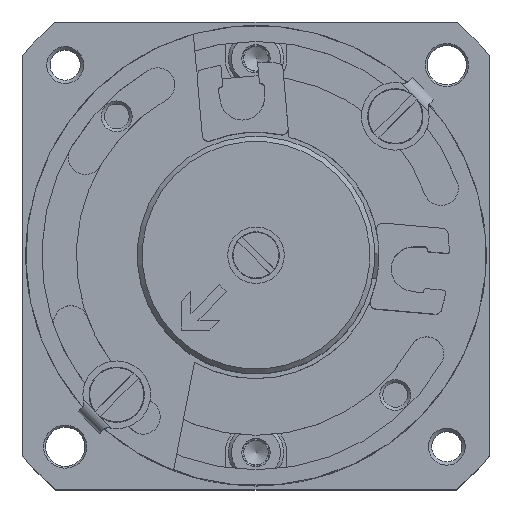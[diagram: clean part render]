
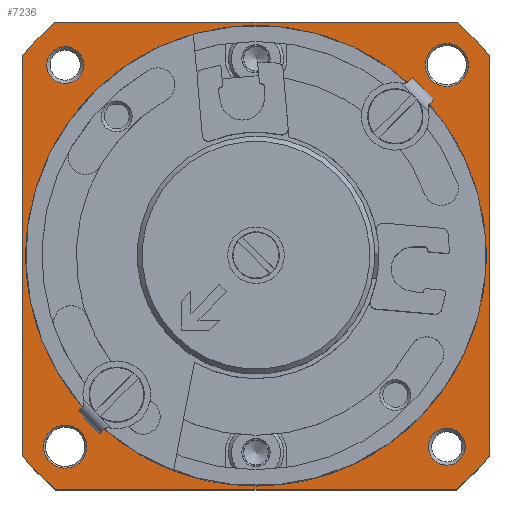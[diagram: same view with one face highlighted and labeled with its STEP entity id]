
A CAD part, top view. The second image highlights one B-rep face of the part: STEP entity #7236.
In plain terms, the highlighted face is planar.
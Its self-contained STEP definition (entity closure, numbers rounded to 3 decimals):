
#112=PLANE('',#7902);
#352=LINE('',#11516,#833);
#356=LINE('',#11532,#837);
#360=LINE('',#11548,#841);
#364=LINE('',#11564,#845);
#833=VECTOR('',#8966,1000.);
#837=VECTOR('',#8982,1000.);
#841=VECTOR('',#8998,1000.);
#845=VECTOR('',#9014,1000.);
#1423=CIRCLE('',#7833,18.7);
#1448=CIRCLE('',#7883,25.);
#1452=CIRCLE('',#7889,25.);
#1456=CIRCLE('',#7895,25.);
#1460=CIRCLE('',#7901,25.);
#1461=CIRCLE('',#7903,1.5);
#1462=CIRCLE('',#7904,1.75);
#1463=CIRCLE('',#7905,1.75);
#1464=CIRCLE('',#7906,1.5);
#2003=ORIENTED_EDGE('',*,*,#3917,.F.);
#2004=ORIENTED_EDGE('',*,*,#4005,.T.);
#2005=ORIENTED_EDGE('',*,*,#4006,.F.);
#2006=ORIENTED_EDGE('',*,*,#4007,.T.);
#2007=ORIENTED_EDGE('',*,*,#4008,.T.);
#2008=ORIENTED_EDGE('',*,*,#3977,.F.);
#2009=ORIENTED_EDGE('',*,*,#4004,.F.);
#2010=ORIENTED_EDGE('',*,*,#4001,.F.);
#2011=ORIENTED_EDGE('',*,*,#3996,.F.);
#2012=ORIENTED_EDGE('',*,*,#3993,.F.);
#2013=ORIENTED_EDGE('',*,*,#3988,.F.);
#2014=ORIENTED_EDGE('',*,*,#3985,.F.);
#2015=ORIENTED_EDGE('',*,*,#3980,.F.);
#3917=EDGE_CURVE('',#4900,#4900,#1423,.F.);
#3977=EDGE_CURVE('',#4948,#4949,#352,.T.);
#3980=EDGE_CURVE('',#4949,#4951,#1448,.T.);
#3985=EDGE_CURVE('',#4951,#4955,#356,.T.);
#3988=EDGE_CURVE('',#4955,#4957,#1452,.T.);
#3993=EDGE_CURVE('',#4957,#4961,#360,.T.);
#3996=EDGE_CURVE('',#4961,#4963,#1456,.T.);
#4001=EDGE_CURVE('',#4963,#4967,#364,.T.);
#4004=EDGE_CURVE('',#4967,#4948,#1460,.T.);
#4005=EDGE_CURVE('',#4968,#4968,#1461,.T.);
#4006=EDGE_CURVE('',#4969,#4969,#1462,.T.);
#4007=EDGE_CURVE('',#4970,#4970,#1463,.T.);
#4008=EDGE_CURVE('',#4971,#4971,#1464,.T.);
#4900=VERTEX_POINT('',#11380);
#4948=VERTEX_POINT('',#11515);
#4949=VERTEX_POINT('',#11517);
#4951=VERTEX_POINT('',#11523);
#4955=VERTEX_POINT('',#11533);
#4957=VERTEX_POINT('',#11539);
#4961=VERTEX_POINT('',#11549);
#4963=VERTEX_POINT('',#11555);
#4967=VERTEX_POINT('',#11565);
#4968=VERTEX_POINT('',#11572);
#4969=VERTEX_POINT('',#11574);
#4970=VERTEX_POINT('',#11576);
#4971=VERTEX_POINT('',#11578);
#5698=EDGE_LOOP('',(#2003));
#5699=EDGE_LOOP('',(#2004));
#5700=EDGE_LOOP('',(#2005));
#5701=EDGE_LOOP('',(#2006));
#5702=EDGE_LOOP('',(#2007));
#5703=EDGE_LOOP('',(#2008,#2009,#2010,#2011,#2012,#2013,#2014,#2015));
#6402=FACE_BOUND('',#5698,.T.);
#6403=FACE_BOUND('',#5699,.T.);
#6404=FACE_BOUND('',#5700,.T.);
#6405=FACE_BOUND('',#5701,.T.);
#6406=FACE_BOUND('',#5702,.T.);
#6407=FACE_BOUND('',#5703,.T.);
#7236=ADVANCED_FACE('',(#6402,#6403,#6404,#6405,#6406,#6407),#112,.F.);
#7833=AXIS2_PLACEMENT_3D('',#11379,#8852,#8853);
#7883=AXIS2_PLACEMENT_3D('',#11522,#8972,#8973);
#7889=AXIS2_PLACEMENT_3D('',#11538,#8988,#8989);
#7895=AXIS2_PLACEMENT_3D('',#11554,#9004,#9005);
#7901=AXIS2_PLACEMENT_3D('',#11569,#9020,#9021);
#7902=AXIS2_PLACEMENT_3D('',#11570,#9022,#9023);
#7903=AXIS2_PLACEMENT_3D('',#11571,#9024,#9025);
#7904=AXIS2_PLACEMENT_3D('',#11573,#9026,#9027);
#7905=AXIS2_PLACEMENT_3D('',#11575,#9028,#9029);
#7906=AXIS2_PLACEMENT_3D('',#11577,#9030,#9031);
#8852=DIRECTION('',(1.,0.,0.));
#8853=DIRECTION('',(0.,0.,-1.));
#8966=DIRECTION('',(0.,-1.,0.));
#8972=DIRECTION('',(1.,0.,0.));
#8973=DIRECTION('',(0.,0.,-1.));
#8982=DIRECTION('',(0.,0.,-1.));
#8988=DIRECTION('',(1.,0.,0.));
#8989=DIRECTION('',(0.,0.,-1.));
#8998=DIRECTION('',(0.,1.,0.));
#9004=DIRECTION('',(1.,0.,0.));
#9005=DIRECTION('',(0.,0.,-1.));
#9014=DIRECTION('',(0.,0.,1.));
#9020=DIRECTION('',(1.,0.,0.));
#9021=DIRECTION('',(0.,0.,-1.));
#9022=DIRECTION('',(1.,0.,0.));
#9023=DIRECTION('',(0.,0.,-1.));
#9024=DIRECTION('',(1.,0.,0.));
#9025=DIRECTION('',(0.,0.,-1.));
#9026=DIRECTION('',(-1.,0.,0.));
#9027=DIRECTION('',(0.,0.,1.));
#9028=DIRECTION('',(1.,0.,0.));
#9029=DIRECTION('',(0.,0.,-1.));
#9030=DIRECTION('',(1.,0.,0.));
#9031=DIRECTION('',(0.,0.,-1.));
#11379=CARTESIAN_POINT('',(-11.3,0.,0.));
#11380=CARTESIAN_POINT('',(-11.3,0.,-18.7));
#11515=CARTESIAN_POINT('',(-11.3,16.248,19.));
#11516=CARTESIAN_POINT('',(-11.3,16.248,19.));
#11517=CARTESIAN_POINT('',(-11.3,-16.248,19.));
#11522=CARTESIAN_POINT('',(-11.3,0.,0.));
#11523=CARTESIAN_POINT('',(-11.3,-19.,16.248));
#11532=CARTESIAN_POINT('',(-11.3,-19.,16.248));
#11533=CARTESIAN_POINT('',(-11.3,-19.,-16.248));
#11538=CARTESIAN_POINT('',(-11.3,0.,0.));
#11539=CARTESIAN_POINT('',(-11.3,-16.248,-19.));
#11548=CARTESIAN_POINT('',(-11.3,-16.248,-19.));
#11549=CARTESIAN_POINT('',(-11.3,16.248,-19.));
#11554=CARTESIAN_POINT('',(-11.3,0.,0.));
#11555=CARTESIAN_POINT('',(-11.3,19.,-16.248));
#11564=CARTESIAN_POINT('',(-11.3,19.,-16.248));
#11565=CARTESIAN_POINT('',(-11.3,19.,16.248));
#11569=CARTESIAN_POINT('',(-11.3,0.,0.));
#11570=CARTESIAN_POINT('',(-11.3,0.,0.));
#11571=CARTESIAN_POINT('',(-11.3,15.5,-15.5));
#11572=CARTESIAN_POINT('',(-11.3,15.5,-17.));
#11573=CARTESIAN_POINT('',(-11.3,-15.5,-15.5));
#11574=CARTESIAN_POINT('',(-11.3,-15.5,-13.75));
#11575=CARTESIAN_POINT('',(-11.3,15.5,15.5));
#11576=CARTESIAN_POINT('',(-11.3,15.5,13.75));
#11577=CARTESIAN_POINT('',(-11.3,-15.5,15.5));
#11578=CARTESIAN_POINT('',(-11.3,-15.5,14.));
